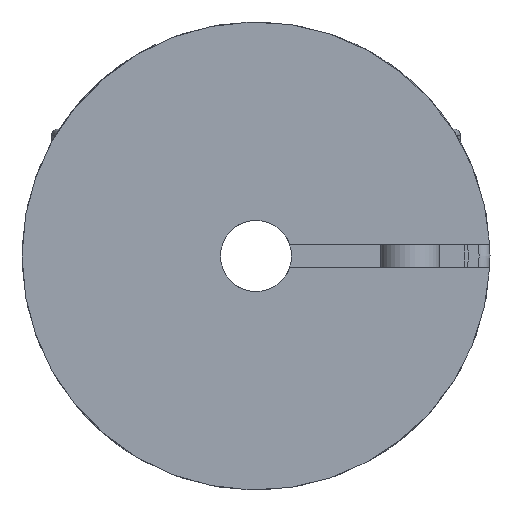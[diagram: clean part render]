
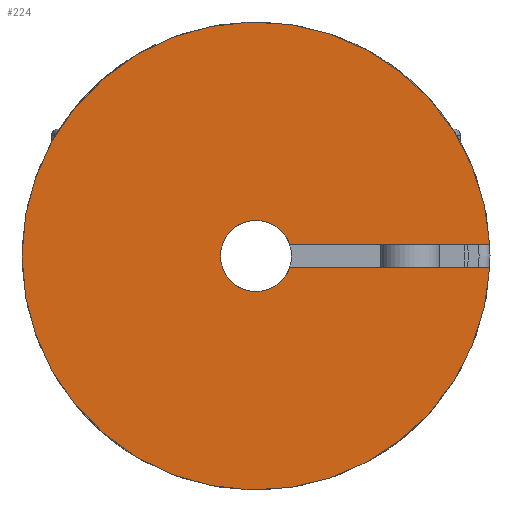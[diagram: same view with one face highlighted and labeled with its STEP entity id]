
A CAD part, left-side view. The second image highlights one B-rep face of the part: STEP entity #224.
In plain terms, the highlighted planar face has unit normal (-1, 0, 0).
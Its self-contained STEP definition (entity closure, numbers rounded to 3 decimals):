
#224 = ADVANCED_FACE( '', ( #570 ), #571, .F. );
#570 = FACE_OUTER_BOUND( '', #1083, .T. );
#571 = PLANE( '', #1084 );
#1083 = EDGE_LOOP( '', ( #1685, #1686, #1687, #1688 ) );
#1084 = AXIS2_PLACEMENT_3D( '', #1689, #1690, #1691 );
#1685 = ORIENTED_EDGE( '', *, *, #2528, .T. );
#1686 = ORIENTED_EDGE( '', *, *, #2529, .F. );
#1687 = ORIENTED_EDGE( '', *, *, #2530, .T. );
#1688 = ORIENTED_EDGE( '', *, *, #2531, .T. );
#1689 = CARTESIAN_POINT( '', ( -29.85, 0., 0. ) );
#1690 = DIRECTION( '', ( 1., 0., 0. ) );
#1691 = DIRECTION( '', ( 0., 0., 1. ) );
#2528 = EDGE_CURVE( '', #2939, #2940, #2941, .T. );
#2529 = EDGE_CURVE( '', #2942, #2940, #2943, .T. );
#2530 = EDGE_CURVE( '', #2942, #2944, #2945, .T. );
#2531 = EDGE_CURVE( '', #2944, #2939, #2946, .T. );
#2939 = VERTEX_POINT( '', #3683 );
#2940 = VERTEX_POINT( '', #3684 );
#2941 = LINE( '', #3685, #3686 );
#2942 = VERTEX_POINT( '', #3687 );
#2943 = CIRCLE( '', #3688, 3. );
#2944 = VERTEX_POINT( '', #3689 );
#2945 = LINE( '', #3690, #3691 );
#2946 = CIRCLE( '', #3692, 19.75 );
#3683 = CARTESIAN_POINT( '', ( -29.85, -19.725, -1. ) );
#3684 = CARTESIAN_POINT( '', ( -29.85, -2.828, -1. ) );
#3685 = CARTESIAN_POINT( '', ( -29.85, -5.916, -1. ) );
#3686 = VECTOR( '', #4821, 1000. );
#3687 = CARTESIAN_POINT( '', ( -29.85, -2.828, 1. ) );
#3688 = AXIS2_PLACEMENT_3D( '', #4822, #4823, #4824 );
#3689 = CARTESIAN_POINT( '', ( -29.85, -19.725, 1. ) );
#3690 = CARTESIAN_POINT( '', ( -29.85, -5.916, 1. ) );
#3691 = VECTOR( '', #4825, 1000. );
#3692 = AXIS2_PLACEMENT_3D( '', #4826, #4827, #4828 );
#4821 = DIRECTION( '', ( 0., 1., 0. ) );
#4822 = CARTESIAN_POINT( '', ( -29.85, 0., 0. ) );
#4823 = DIRECTION( '', ( -1., 0., 0. ) );
#4824 = DIRECTION( '', ( 0., -1., 0. ) );
#4825 = DIRECTION( '', ( 0., -1., 0. ) );
#4826 = CARTESIAN_POINT( '', ( -29.85, 0., 0. ) );
#4827 = DIRECTION( '', ( -1., 0., 0. ) );
#4828 = DIRECTION( '', ( 0., -1., 0. ) );
